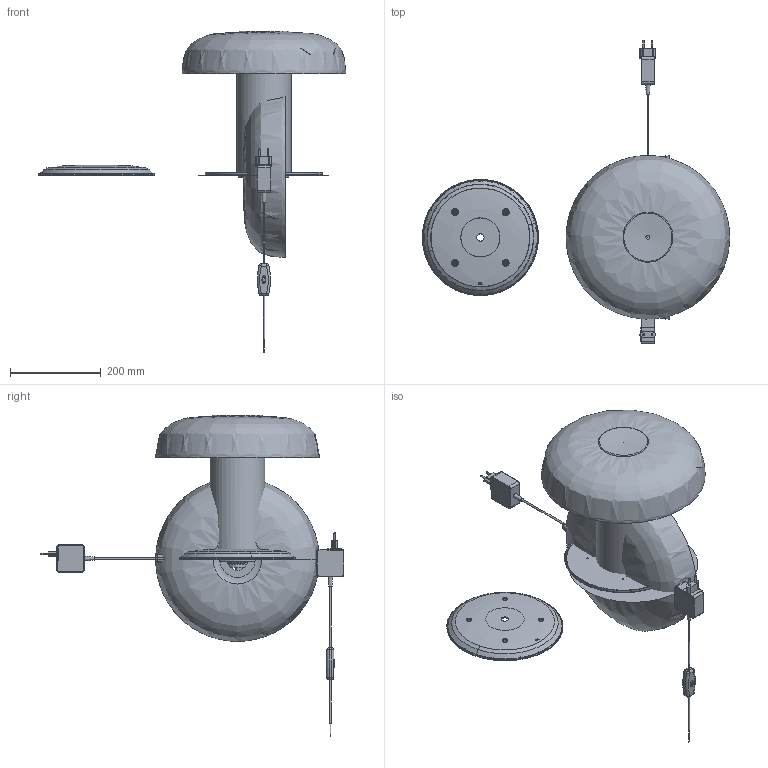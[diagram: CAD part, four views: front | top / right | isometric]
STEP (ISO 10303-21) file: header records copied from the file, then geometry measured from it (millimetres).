
FILE_DESCRIPTION( ( 'STEP AP214' ), '1' );
FILE_NAME( 'TROPICO TAVOLO MEDIA ALLEGGERITA.stp', '2019-10-21T08:26:05', ( ' ' ), ( ' ' ), 'XStep 1.0', ' ', ' ' );
FILE_SCHEMA( ( 'CONFIG_CONTROL_DESIGN) ( )' ) );
Length unit declared in the file: metre
Products named in the file (20): Assem1; Assem2; Assem3; Assem4; 1; 2; 3; 4; 20; 6; 9; 10; 11; 13; 14; 15; 16; 17; 18; 19_23
Bounding box: 676.47 x 668.99 x 708.01 mm (x, y, z)
Volume: 9334039.4 mm3; surface area: 2194818.4 mm2
Topology: 52 solids, 58 shells, 1707 faces, 4411 edges, 2810 vertices
Faces by surface type: plane 667, cylinder 624, bspline 187, cone 88, torus 84, sphere 54, revolution 3
Full cylindrical faces by diameter (mm): 0.5 x8, 1 x8, 2.459 x12, 3 x13, 3.8 x4, 4 x20, 4.5 x12, 5.5 x9, 6.7 x3, 8.917 x6, 10 x6, 12 x3, 16 x3, 20 x6, 40 x6, 43.8 x3, 47 x3, 55 x3, 59 x3, 75 x3, 110 x3, 120 x3, 255.5 x3, 256 x3, 258 x3
Entity records: 20118 total; most frequent: CARTESIAN_POINT 9182, ORIENTED_EDGE 2211, DIRECTION 1991, EDGE_CURVE 1117, AXIS2_PLACEMENT_3D 800, VERTEX_POINT 766, EDGE_LOOP 625, FACE_OUTER_BOUND 543
